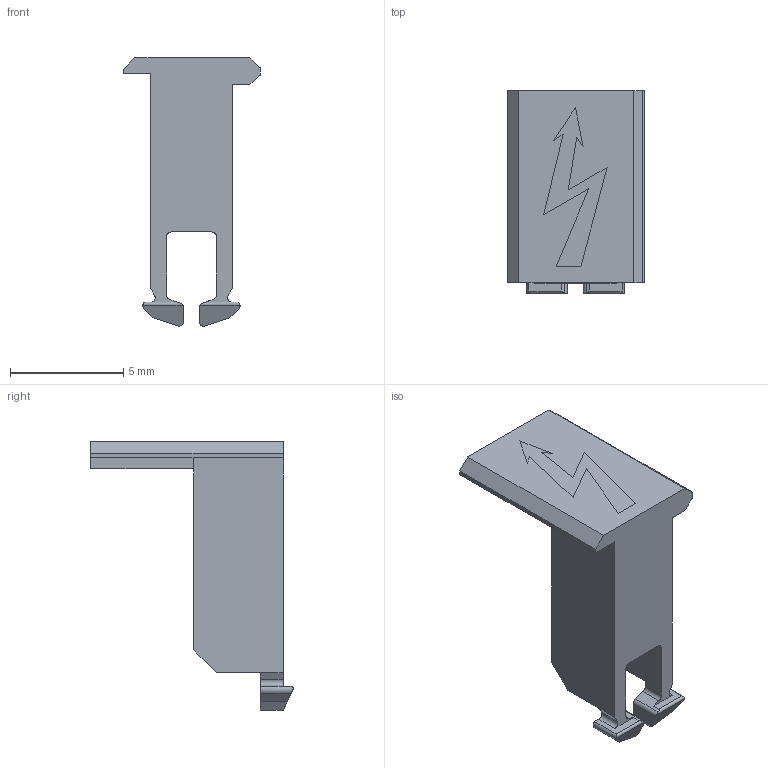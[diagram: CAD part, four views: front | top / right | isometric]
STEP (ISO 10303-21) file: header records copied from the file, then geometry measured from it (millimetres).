
FILE_DESCRIPTION(('CATIA V5 STEP Exchange','CAx-IF Rec.Pracs.--- Model Styling and Organization---1.4--- 2014-01-23'),'2;1');
FILE_NAME ('8180588_4', '2021-12-08T13:26:05+00:00', ('none'), ('Weidmueller'), 'CATIA Version 5-6 Release 2016 SP3 HF44', 'CATIA V5 STEP AP214', 'none');
FILE_SCHEMA(('AUTOMOTIVE_DESIGN { 1 0 10303 214 1 1 1 1 }'));
Length unit declared in the file: millimetre
Products named in the file (1): 1609080000
Bounding box: 6.05 x 8.94 x 11.86 mm (x, y, z)
Volume: 113.9 mm3; surface area: 355.2 mm2
Topology: 2 solids, 2 shells, 84 faces, 253 edges, 174 vertices
Faces by surface type: plane 67, cylinder 16, extrusion 1
Entity records: 2946 total; most frequent: CARTESIAN_POINT 583, ORIENTED_EDGE 506, DIRECTION 392, EDGE_CURVE 253, VECTOR 220, LINE 219, VERTEX_POINT 174, AXIS2_PLACEMENT_3D 98
